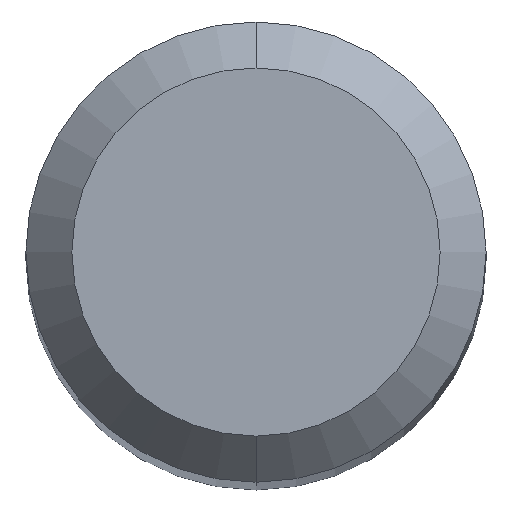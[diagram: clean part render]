
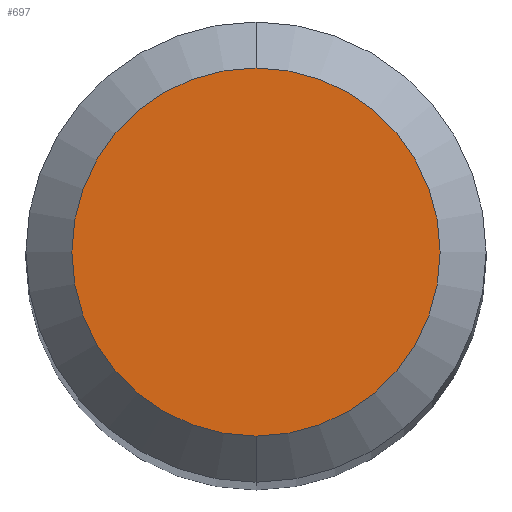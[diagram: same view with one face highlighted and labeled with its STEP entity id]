
A CAD part, top view. The second image highlights one B-rep face of the part: STEP entity #697.
In plain terms, the highlighted planar face has unit normal (0, 0, 1).
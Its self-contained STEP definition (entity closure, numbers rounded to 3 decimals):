
#373=EDGE_CURVE('',#569,#529,#992,.T.);
#529=VERTEX_POINT('',#1160);
#569=VERTEX_POINT('',#1207);
#697=ADVANCED_FACE('',(#1344),#1345,.T.);
#827=EDGE_CURVE('',#529,#569,#1490,.T.);
#992=CIRCLE('',#2227,1.2);
#1160=CARTESIAN_POINT('',(0.0,1.2,0.0));
#1207=CARTESIAN_POINT('',(0.,-1.2,0.0));
#1344=FACE_OUTER_BOUND('',#4287,.T.);
#1345=PLANE('',#4288);
#1490=CIRCLE('',#5281,1.2);
#2227=AXIS2_PLACEMENT_3D('',#5722,#5723,#5724);
#4287=EDGE_LOOP('',(#6062,#6063));
#4288=AXIS2_PLACEMENT_3D('',#6064,#6065,#6066);
#5281=AXIS2_PLACEMENT_3D('',#6267,#6268,#6269);
#5722=CARTESIAN_POINT('',(0.0,0.0,0.0));
#5723=DIRECTION('',(0.0,0.0,-1.0));
#5724=DIRECTION('',(0.0,1.0,0.0));
#6062=ORIENTED_EDGE('',*,*,#827,.F.);
#6063=ORIENTED_EDGE('',*,*,#373,.F.);
#6064=CARTESIAN_POINT('',(0.0,0.6,0.0));
#6065=DIRECTION('',(-0.0,0.0,1.0));
#6066=DIRECTION('',(0.0,-1.0,0.0));
#6267=CARTESIAN_POINT('',(0.0,0.0,0.0));
#6268=DIRECTION('',(0.0,0.0,-1.0));
#6269=DIRECTION('',(0.0,1.0,0.0));
